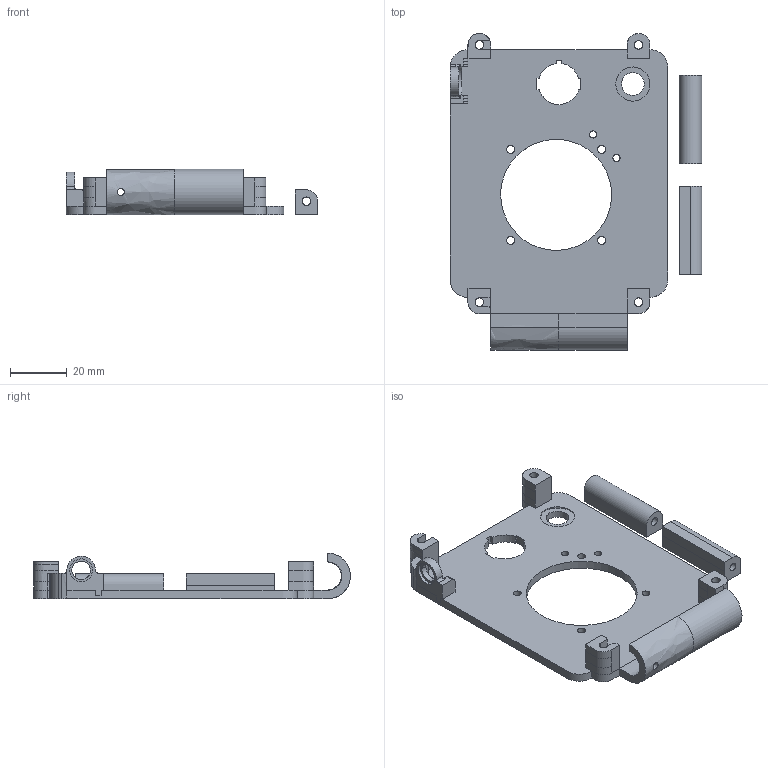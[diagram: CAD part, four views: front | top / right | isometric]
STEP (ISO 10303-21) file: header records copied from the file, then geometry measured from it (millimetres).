
FILE_DESCRIPTION(('CAx-IF Rec.Pracs.---Model Styling and Organization---1.5---2016-08-15','CAx-IF Rec.Pracs.---Geometric and Assembly Validation Properties---4.4---2016-08-17', 'CAx-IF Rec.Pracs.---User Defined Attributes---1.5---2016-08-15', 'CAx-IF Rec.Pracs.---External References---2.1---2005-01-19'),'2;1' );
FILE_NAME('nucleo_cover_1p4.stp','2019-04-14T15:13:05',('Unspecified'),( 'Unspecified'),'CAD Exchanger 3.5.3 (cadexchanger.com)', 'Unspecified','');
FILE_SCHEMA(('AUTOMOTIVE_DESIGN { 1 0 10303 214 1 1 1 1 }'));
Length unit declared in the file: millimetre
Products named in the file (3): unnamed
Bounding box: 88.5 x 111.5 x 16 mm (x, y, z)
Volume: 25641.5 mm3; surface area: 20971.7 mm2
Topology: 3 solids, 3 shells, 188 faces, 509 edges, 335 vertices
Faces by surface type: bspline 176, plane 12
Entity records: 17032 total; most frequent: CARTESIAN_POINT 10278, B_SPLINE_CURVE_WITH_KNOTS 1239, ORIENTED_EDGE 1018, PCURVE 1018, DEFINITIONAL_REPRESENTATION 1018, EDGE_CURVE 509, SURFACE_CURVE 490, VERTEX_POINT 335
